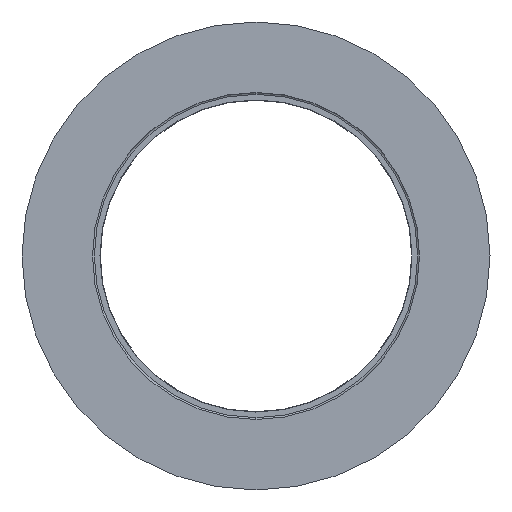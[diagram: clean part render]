
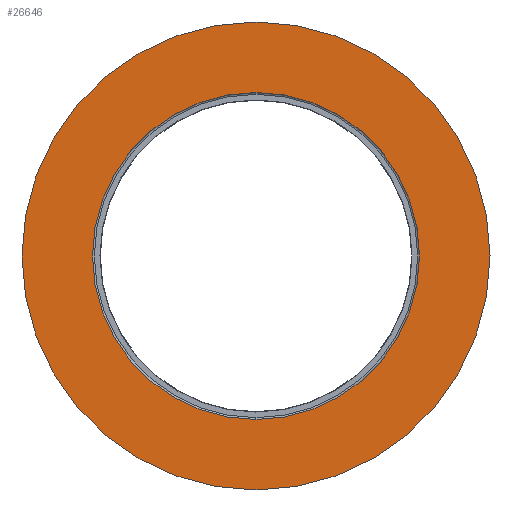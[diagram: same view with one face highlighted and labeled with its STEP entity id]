
A CAD part, left-side view. The second image highlights one B-rep face of the part: STEP entity #26646.
In plain terms, the highlighted planar face has unit normal (-1, 0, 0).
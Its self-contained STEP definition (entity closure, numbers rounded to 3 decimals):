
#874 = VERTEX_POINT ( 'NONE', #14367 ) ;
#1447 = CARTESIAN_POINT ( 'NONE',  ( 0., 0., -37.5 ) ) ;
#1471 = CARTESIAN_POINT ( 'NONE',  ( 0., 0., -26.2 ) ) ;
#4661 = CIRCLE ( 'NONE', #37813, 26.2 ) ;
#7400 = AXIS2_PLACEMENT_3D ( 'NONE', #9495, #9436, #9426 ) ;
#8995 = CIRCLE ( 'NONE', #49514, 26.2 ) ;
#9426 = DIRECTION ( 'NONE',  ( 0., 0., 1. ) ) ;
#9436 = DIRECTION ( 'NONE',  ( -1., 0., 0. ) ) ;
#9495 = CARTESIAN_POINT ( 'NONE',  ( 0., 0., 0. ) ) ;
#10095 = AXIS2_PLACEMENT_3D ( 'NONE', #12797, #12750, #12733 ) ;
#12733 = DIRECTION ( 'NONE',  ( 0., 0., 1. ) ) ;
#12750 = DIRECTION ( 'NONE',  ( -1., 0., 0. ) ) ;
#12797 = CARTESIAN_POINT ( 'NONE',  ( 0., 0., 0. ) ) ;
#13258 = DIRECTION ( 'NONE',  ( 0., 0., 1. ) ) ;
#13270 = DIRECTION ( 'NONE',  ( -1., 0., 0. ) ) ;
#13323 = CARTESIAN_POINT ( 'NONE',  ( 0., 0., 0. ) ) ;
#14367 = CARTESIAN_POINT ( 'NONE',  ( 0., 0., 37.5 ) ) ;
#14675 = DIRECTION ( 'NONE',  ( 0., 0., 1. ) ) ;
#14903 = DIRECTION ( 'NONE',  ( -1., 0., 0. ) ) ;
#14972 = CARTESIAN_POINT ( 'NONE',  ( 0., 0., 0. ) ) ;
#18230 = VERTEX_POINT ( 'NONE', #1447 ) ;
#20012 = FACE_OUTER_BOUND ( 'NONE', #34905, .T. ) ;
#20053 = FACE_BOUND ( 'NONE', #33982, .T. ) ;
#20899 = CARTESIAN_POINT ( 'NONE',  ( 0., 0., 26.2 ) ) ;
#22149 = ORIENTED_EDGE ( 'NONE', *, *, #27675, .T. ) ;
#22258 = ORIENTED_EDGE ( 'NONE', *, *, #27757, .T. ) ;
#22299 = ORIENTED_EDGE ( 'NONE', *, *, #28896, .F. ) ;
#22631 = ORIENTED_EDGE ( 'NONE', *, *, #30981, .F. ) ;
#26646 = ADVANCED_FACE ( 'NONE', ( #20053, #20012 ), #45664, .F. ) ;
#27675 = EDGE_CURVE ( 'NONE', #18230, #874, #37392, .T. ) ;
#27757 = EDGE_CURVE ( 'NONE', #874, #18230, #42274, .T. ) ;
#28896 = EDGE_CURVE ( 'NONE', #52652, #47171, #8995, .T. ) ;
#30981 = EDGE_CURVE ( 'NONE', #47171, #52652, #4661, .T. ) ;
#33982 = EDGE_LOOP ( 'NONE', ( #22631, #22299 ) ) ;
#34042 = AXIS2_PLACEMENT_3D ( 'NONE', #45027, #44963, #44891 ) ;
#34905 = EDGE_LOOP ( 'NONE', ( #22258, #22149 ) ) ;
#37392 = CIRCLE ( 'NONE', #10095, 37.5 ) ;
#37813 = AXIS2_PLACEMENT_3D ( 'NONE', #13323, #13270, #13258 ) ;
#42274 = CIRCLE ( 'NONE', #7400, 37.5 ) ;
#44891 = DIRECTION ( 'NONE',  ( 0., 0., -1. ) ) ;
#44963 = DIRECTION ( 'NONE',  ( 1., 0., 0. ) ) ;
#45027 = CARTESIAN_POINT ( 'NONE',  ( 0., 26.2, 0. ) ) ;
#45664 = PLANE ( 'NONE',  #34042 ) ;
#47171 = VERTEX_POINT ( 'NONE', #20899 ) ;
#49514 = AXIS2_PLACEMENT_3D ( 'NONE', #14972, #14903, #14675 ) ;
#52652 = VERTEX_POINT ( 'NONE', #1471 ) ;
